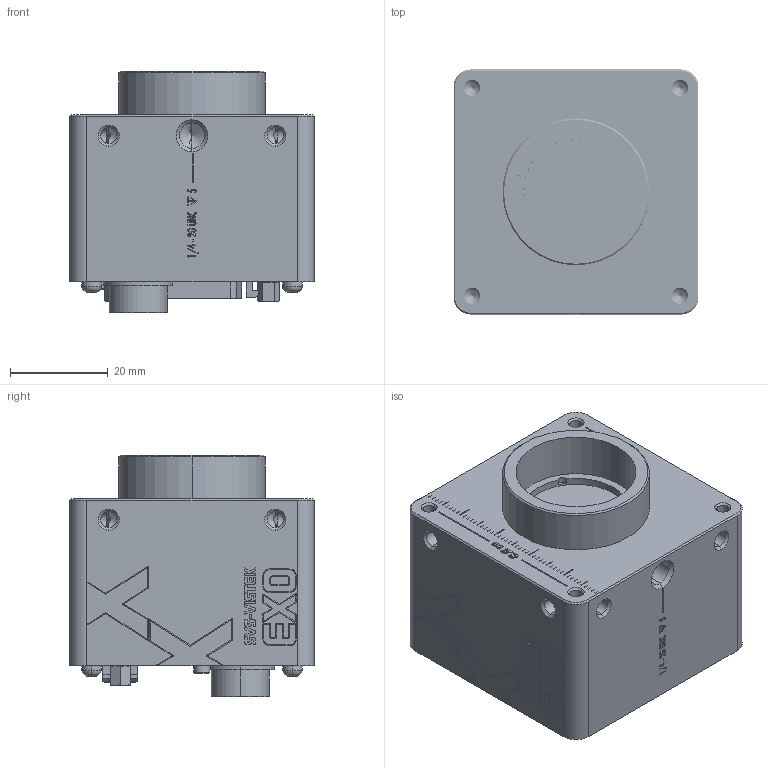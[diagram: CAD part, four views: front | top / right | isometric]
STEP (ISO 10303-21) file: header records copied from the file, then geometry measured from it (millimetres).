
FILE_DESCRIPTION (( 'STEP AP214' ), '1' );
FILE_NAME ('F001763-02002 EXO267MCL.STEP', '2018-08-30T09:05:38', ( '' ), ( '' ), 'SwSTEP 2.0', 'SolidWorks 2014', '' );
FILE_SCHEMA (( 'AUTOMOTIVE_DESIGN' ));
Length unit declared in the file: millimetre
Products named in the file (14): E002082 Lichtleiter Mentor 1282.2000; N000061-00000 Schraube M2x12 Torx ISO14583_M2x12; N000069-00000 Druckfeder VD_145A_2; F001763-02002 EXO267MCL; E002462-01001 EXO Kühlblech FPGA CL; E000002-02001 Abstandshalter M2x5_Abstandshalter M2x5; E002396-02001 EXO Rückplatte CL; E002081-01001 Connector HRS10A-12R-12PB; E002563-02001 EXO Frontplatte IMX mit Laserbeschriftung_EXO Frontplatte IMX; EXO_Interface_CAMLINK; N000068-00000 Abstandsbolzen M2x8_Abstandshalter M2x8; E004012-01001_Deckglas_d24x1; E000006_01001_Schraube_Camlink; E002640-02001 Filterhalter C-Mount Sternform mit Elox und Gleitlack
Assembly tree (26 placements, depth 2):
  F001763-02002 EXO267MCL
    E002563-02001 EXO Frontplatte IMX mit Laserbeschriftung_EXO Frontplatte IMX
    E004012-01001_Deckglas_d24x1
    E002640-02001 Filterhalter C-Mount Sternform mit Elox und Gleitlack
    E000002-02001 Abstandshalter M2x5_Abstandshalter M2x5  x4
    N000068-00000 Abstandsbolzen M2x8_Abstandshalter M2x8  x4
    E002462-01001 EXO Kühlblech FPGA CL
    E002396-02001 EXO Rückplatte CL
    N000069-00000 Druckfeder VD_145A_2  x4
    E000006_01001_Schraube_Camlink  x2
    E002082 Lichtleiter Mentor 1282.2000
    N000061-00000 Schraube M2x12 Torx ISO14583_M2x12  x4
    E002081-01001 Connector HRS10A-12R-12PB
    EXO_Interface_CAMLINK
Bounding box: 50 x 50 x 49.27 mm (x, y, z)
Volume: 34857.7 mm3; surface area: 37432 mm2
Topology: 40 solids, 40 shells, 4521 faces, 11457 edges, 7279 vertices
Faces by surface type: plane 2065, bspline 1219, cylinder 661, cone 532, sphere 24, torus 20
Entity records: 160997 total; most frequent: CARTESIAN_POINT 57479, ORIENTED_EDGE 18542, DIRECTION 13164, EDGE_CURVE 9271, LINE 6138, VECTOR 6138, VERTEX_POINT 6066, EDGE_LOOP 3943
